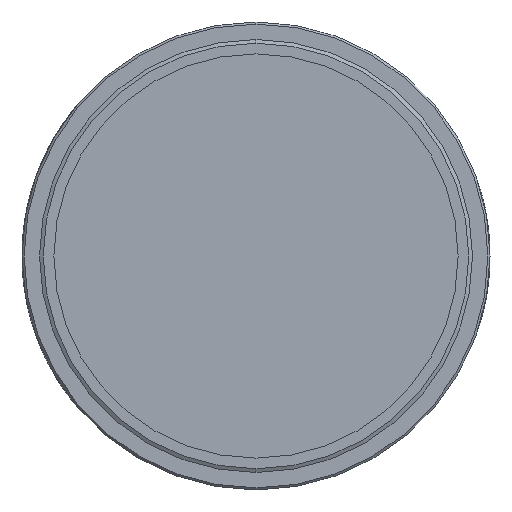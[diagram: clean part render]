
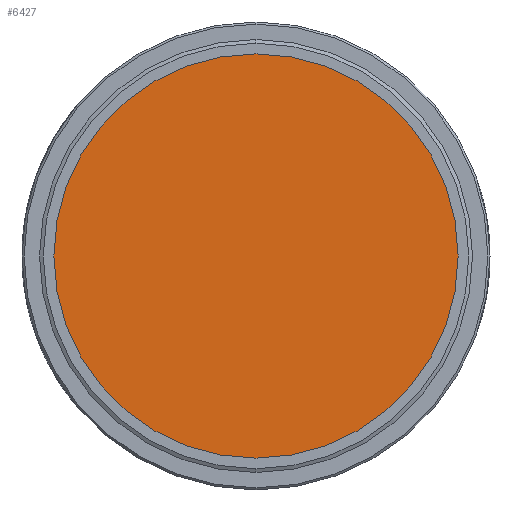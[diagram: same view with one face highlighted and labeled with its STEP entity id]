
A CAD part, left-side view. The second image highlights one B-rep face of the part: STEP entity #6427.
In plain terms, the highlighted planar face has unit normal (-1, 0, 0).
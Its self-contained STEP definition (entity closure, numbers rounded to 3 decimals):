
#30 = AXIS2_PLACEMENT_3D ( 'NONE', #1139, #6443, #1910 ) ;
#441 = CIRCLE ( 'NONE', #30, 25.4 ) ;
#548 = DIRECTION ( 'NONE',  ( 1., 0., 0. ) ) ;
#567 = VERTEX_POINT ( 'NONE', #3114 ) ;
#1139 = CARTESIAN_POINT ( 'NONE',  ( -2.667, 0., 0. ) ) ;
#1714 = DIRECTION ( 'NONE',  ( 1., 0., 0. ) ) ;
#1910 = DIRECTION ( 'NONE',  ( 0., -0.087, 0.996 ) ) ;
#2309 = EDGE_CURVE ( 'NONE', #567, #8778, #441, .T. ) ;
#2696 = EDGE_LOOP ( 'NONE', ( #5369, #3416 ) ) ;
#3114 = CARTESIAN_POINT ( 'NONE',  ( -2.667, 2.204, -25.304 ) ) ;
#3416 = ORIENTED_EDGE ( 'NONE', *, *, #2309, .F. ) ;
#3546 = CARTESIAN_POINT ( 'NONE',  ( -2.667, 0., 0. ) ) ;
#4990 = AXIS2_PLACEMENT_3D ( 'NONE', #3546, #548, #5848 ) ;
#5369 = ORIENTED_EDGE ( 'NONE', *, *, #9611, .F. ) ;
#5650 = CIRCLE ( 'NONE', #7086, 25.4 ) ;
#5848 = DIRECTION ( 'NONE',  ( 0., -0.087, 0.996 ) ) ;
#6255 = CARTESIAN_POINT ( 'NONE',  ( -2.667, 0., 0. ) ) ;
#6427 = ADVANCED_FACE ( 'NONE', ( #8491 ), #8086, .F. ) ;
#6443 = DIRECTION ( 'NONE',  ( 1., 0., 0. ) ) ;
#7010 = DIRECTION ( 'NONE',  ( 0., -0.087, 0.996 ) ) ;
#7086 = AXIS2_PLACEMENT_3D ( 'NONE', #6255, #1714, #7010 ) ;
#7357 = CARTESIAN_POINT ( 'NONE',  ( -2.667, -2.204, 25.304 ) ) ;
#8086 = PLANE ( 'NONE',  #4990 ) ;
#8491 = FACE_OUTER_BOUND ( 'NONE', #2696, .T. ) ;
#8778 = VERTEX_POINT ( 'NONE', #7357 ) ;
#9611 = EDGE_CURVE ( 'NONE', #8778, #567, #5650, .T. ) ;
